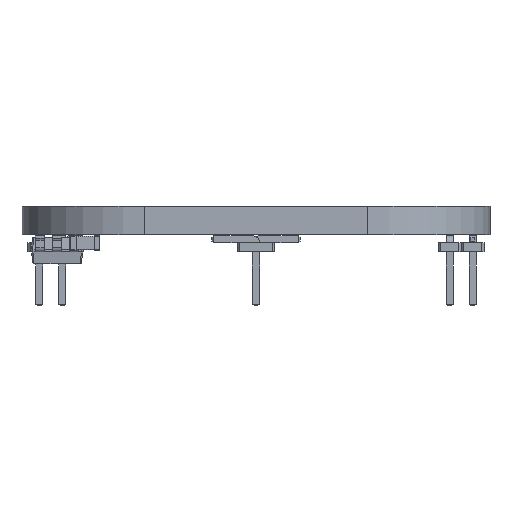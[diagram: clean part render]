
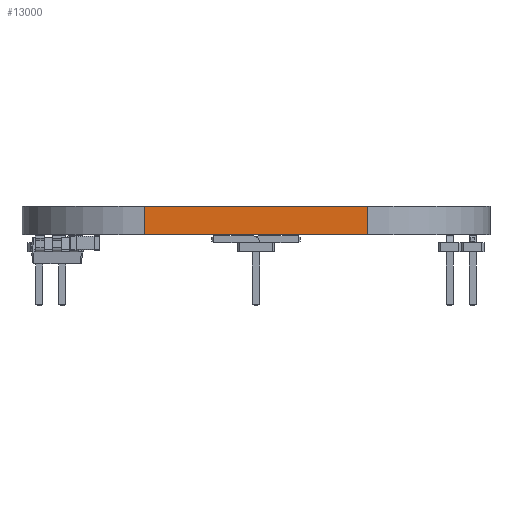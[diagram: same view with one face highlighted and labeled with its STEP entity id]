
A CAD part, front view. The second image highlights one B-rep face of the part: STEP entity #13000.
In plain terms, the highlighted planar face has unit normal (0, -1, 0).
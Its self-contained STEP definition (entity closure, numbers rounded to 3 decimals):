
#13000 = ADVANCED_FACE('',(#13001),#13015,.T.);
#13001 = FACE_BOUND('',#13002,.T.);
#13002 = EDGE_LOOP('',(#13003,#13038,#13066,#13094));
#13003 = ORIENTED_EDGE('',*,*,#13004,.T.);
#13004 = EDGE_CURVE('',#13005,#13007,#13009,.T.);
#13005 = VERTEX_POINT('',#13006);
#13006 = CARTESIAN_POINT('',(62.4,-69.2,0.));
#13007 = VERTEX_POINT('',#13008);
#13008 = CARTESIAN_POINT('',(62.4,-69.2,1.6));
#13009 = SURFACE_CURVE('',#13010,(#13014,#13026),.PCURVE_S1.);
#13010 = LINE('',#13011,#13012);
#13011 = CARTESIAN_POINT('',(62.4,-69.2,0.));
#13012 = VECTOR('',#13013,1.);
#13013 = DIRECTION('',(0.,0.,1.));
#13014 = PCURVE('',#13015,#13020);
#13015 = PLANE('',#13016);
#13016 = AXIS2_PLACEMENT_3D('',#13017,#13018,#13019);
#13017 = CARTESIAN_POINT('',(62.4,-69.2,0.));
#13018 = DIRECTION('',(0.,-1.,0.));
#13019 = DIRECTION('',(-1.,0.,0.));
#13020 = DEFINITIONAL_REPRESENTATION('',(#13021),#13025);
#13021 = LINE('',#13022,#13023);
#13022 = CARTESIAN_POINT('',(0.,-0.));
#13023 = VECTOR('',#13024,1.);
#13024 = DIRECTION('',(0.,-1.));
#13025 = ( GEOMETRIC_REPRESENTATION_CONTEXT(2) 
PARAMETRIC_REPRESENTATION_CONTEXT() REPRESENTATION_CONTEXT('2D SPACE',''
  ) );
#13026 = PCURVE('',#13027,#13032);
#13027 = CYLINDRICAL_SURFACE('',#13028,6.8);
#13028 = AXIS2_PLACEMENT_3D('',#13029,#13030,#13031);
#13029 = CARTESIAN_POINT('',(62.4,-62.4,0.));
#13030 = DIRECTION('',(-0.,-0.,-1.));
#13031 = DIRECTION('',(1.,0.,-0.));
#13032 = DEFINITIONAL_REPRESENTATION('',(#13033),#13037);
#13033 = LINE('',#13034,#13035);
#13034 = CARTESIAN_POINT('',(-4.712,0.));
#13035 = VECTOR('',#13036,1.);
#13036 = DIRECTION('',(-0.,-1.));
#13037 = ( GEOMETRIC_REPRESENTATION_CONTEXT(2) 
PARAMETRIC_REPRESENTATION_CONTEXT() REPRESENTATION_CONTEXT('2D SPACE',''
  ) );
#13038 = ORIENTED_EDGE('',*,*,#13039,.T.);
#13039 = EDGE_CURVE('',#13007,#13040,#13042,.T.);
#13040 = VERTEX_POINT('',#13041);
#13041 = CARTESIAN_POINT('',(50.,-69.2,1.6));
#13042 = SURFACE_CURVE('',#13043,(#13047,#13054),.PCURVE_S1.);
#13043 = LINE('',#13044,#13045);
#13044 = CARTESIAN_POINT('',(62.4,-69.2,1.6));
#13045 = VECTOR('',#13046,1.);
#13046 = DIRECTION('',(-1.,0.,0.));
#13047 = PCURVE('',#13015,#13048);
#13048 = DEFINITIONAL_REPRESENTATION('',(#13049),#13053);
#13049 = LINE('',#13050,#13051);
#13050 = CARTESIAN_POINT('',(0.,-1.6));
#13051 = VECTOR('',#13052,1.);
#13052 = DIRECTION('',(1.,0.));
#13053 = ( GEOMETRIC_REPRESENTATION_CONTEXT(2) 
PARAMETRIC_REPRESENTATION_CONTEXT() REPRESENTATION_CONTEXT('2D SPACE',''
  ) );
#13054 = PCURVE('',#13055,#13060);
#13055 = PLANE('',#13056);
#13056 = AXIS2_PLACEMENT_3D('',#13057,#13058,#13059);
#13057 = CARTESIAN_POINT('',(56.2,-56.2,1.6));
#13058 = DIRECTION('',(-0.,-0.,-1.));
#13059 = DIRECTION('',(-1.,0.,0.));
#13060 = DEFINITIONAL_REPRESENTATION('',(#13061),#13065);
#13061 = LINE('',#13062,#13063);
#13062 = CARTESIAN_POINT('',(-6.2,-13.));
#13063 = VECTOR('',#13064,1.);
#13064 = DIRECTION('',(1.,0.));
#13065 = ( GEOMETRIC_REPRESENTATION_CONTEXT(2) 
PARAMETRIC_REPRESENTATION_CONTEXT() REPRESENTATION_CONTEXT('2D SPACE',''
  ) );
#13066 = ORIENTED_EDGE('',*,*,#13067,.F.);
#13067 = EDGE_CURVE('',#13068,#13040,#13070,.T.);
#13068 = VERTEX_POINT('',#13069);
#13069 = CARTESIAN_POINT('',(50.,-69.2,0.));
#13070 = SURFACE_CURVE('',#13071,(#13075,#13082),.PCURVE_S1.);
#13071 = LINE('',#13072,#13073);
#13072 = CARTESIAN_POINT('',(50.,-69.2,0.));
#13073 = VECTOR('',#13074,1.);
#13074 = DIRECTION('',(0.,0.,1.));
#13075 = PCURVE('',#13015,#13076);
#13076 = DEFINITIONAL_REPRESENTATION('',(#13077),#13081);
#13077 = LINE('',#13078,#13079);
#13078 = CARTESIAN_POINT('',(12.4,0.));
#13079 = VECTOR('',#13080,1.);
#13080 = DIRECTION('',(0.,-1.));
#13081 = ( GEOMETRIC_REPRESENTATION_CONTEXT(2) 
PARAMETRIC_REPRESENTATION_CONTEXT() REPRESENTATION_CONTEXT('2D SPACE',''
  ) );
#13082 = PCURVE('',#13083,#13088);
#13083 = CYLINDRICAL_SURFACE('',#13084,6.8);
#13084 = AXIS2_PLACEMENT_3D('',#13085,#13086,#13087);
#13085 = CARTESIAN_POINT('',(50.,-62.4,0.));
#13086 = DIRECTION('',(-0.,-0.,-1.));
#13087 = DIRECTION('',(1.,0.,-0.));
#13088 = DEFINITIONAL_REPRESENTATION('',(#13089),#13093);
#13089 = LINE('',#13090,#13091);
#13090 = CARTESIAN_POINT('',(-4.712,0.));
#13091 = VECTOR('',#13092,1.);
#13092 = DIRECTION('',(-0.,-1.));
#13093 = ( GEOMETRIC_REPRESENTATION_CONTEXT(2) 
PARAMETRIC_REPRESENTATION_CONTEXT() REPRESENTATION_CONTEXT('2D SPACE',''
  ) );
#13094 = ORIENTED_EDGE('',*,*,#13095,.F.);
#13095 = EDGE_CURVE('',#13005,#13068,#13096,.T.);
#13096 = SURFACE_CURVE('',#13097,(#13101,#13108),.PCURVE_S1.);
#13097 = LINE('',#13098,#13099);
#13098 = CARTESIAN_POINT('',(62.4,-69.2,0.));
#13099 = VECTOR('',#13100,1.);
#13100 = DIRECTION('',(-1.,0.,0.));
#13101 = PCURVE('',#13015,#13102);
#13102 = DEFINITIONAL_REPRESENTATION('',(#13103),#13107);
#13103 = LINE('',#13104,#13105);
#13104 = CARTESIAN_POINT('',(0.,-0.));
#13105 = VECTOR('',#13106,1.);
#13106 = DIRECTION('',(1.,0.));
#13107 = ( GEOMETRIC_REPRESENTATION_CONTEXT(2) 
PARAMETRIC_REPRESENTATION_CONTEXT() REPRESENTATION_CONTEXT('2D SPACE',''
  ) );
#13108 = PCURVE('',#13109,#13114);
#13109 = PLANE('',#13110);
#13110 = AXIS2_PLACEMENT_3D('',#13111,#13112,#13113);
#13111 = CARTESIAN_POINT('',(56.2,-56.2,0.));
#13112 = DIRECTION('',(-0.,-0.,-1.));
#13113 = DIRECTION('',(-1.,0.,0.));
#13114 = DEFINITIONAL_REPRESENTATION('',(#13115),#13119);
#13115 = LINE('',#13116,#13117);
#13116 = CARTESIAN_POINT('',(-6.2,-13.));
#13117 = VECTOR('',#13118,1.);
#13118 = DIRECTION('',(1.,0.));
#13119 = ( GEOMETRIC_REPRESENTATION_CONTEXT(2) 
PARAMETRIC_REPRESENTATION_CONTEXT() REPRESENTATION_CONTEXT('2D SPACE',''
  ) );
